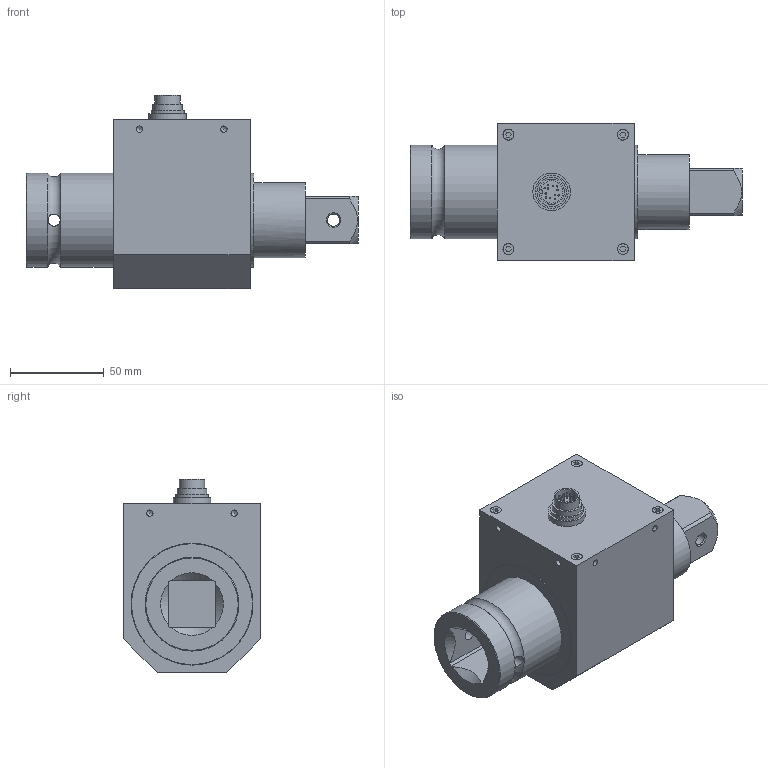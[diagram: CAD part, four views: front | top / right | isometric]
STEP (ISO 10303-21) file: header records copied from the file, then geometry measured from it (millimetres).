
FILE_DESCRIPTION((''),'2;1');
FILE_NAME('TRD605 1000 N-m.stp','2010-12-13T14:59:11',('thomasl'),(''),'Autodesk Inventor 2008','Autodesk Inventor 2008','');
FILE_SCHEMA(('AUTOMOTIVE_DESIGN { 1 0 10303 214 1 1 1 1 }'));
Length unit declared in the file: inch
Products named in the file (2): TRD605 1000 N-m; PART1
Assembly tree (1 placements, depth 2):
  TRD605 1000 N-m
    PART1
Bounding box: 177 x 73 x 103 mm (x, y, z)
Volume: 579247.2 mm3; surface area: 56879.2 mm2
Topology: 1 solids, 10 shells, 201 faces, 431 edges, 275 vertices
Faces by surface type: plane 108, cylinder 67, cone 25, torus 1
Full cylindrical faces by diameter (mm): 0.762 x12, 2.896 x4, 3.422 x8, 3.505 x4, 3.556 x4, 5.74 x4, 5.842 x4, 6.5 x3, 13.462 x1, 15.7 x1, 17.7 x1, 19.05 x1, 20 x1, 40 x1, 50 x3, 65 x1
Entity records: 5032 total; most frequent: CARTESIAN_POINT 940, DIRECTION 876, ORIENTED_EDGE 668, AXIS2_PLACEMENT_3D 352, EDGE_CURVE 334, EDGE_LOOP 320, VERTEX_POINT 254, FACE_OUTER_BOUND 201
